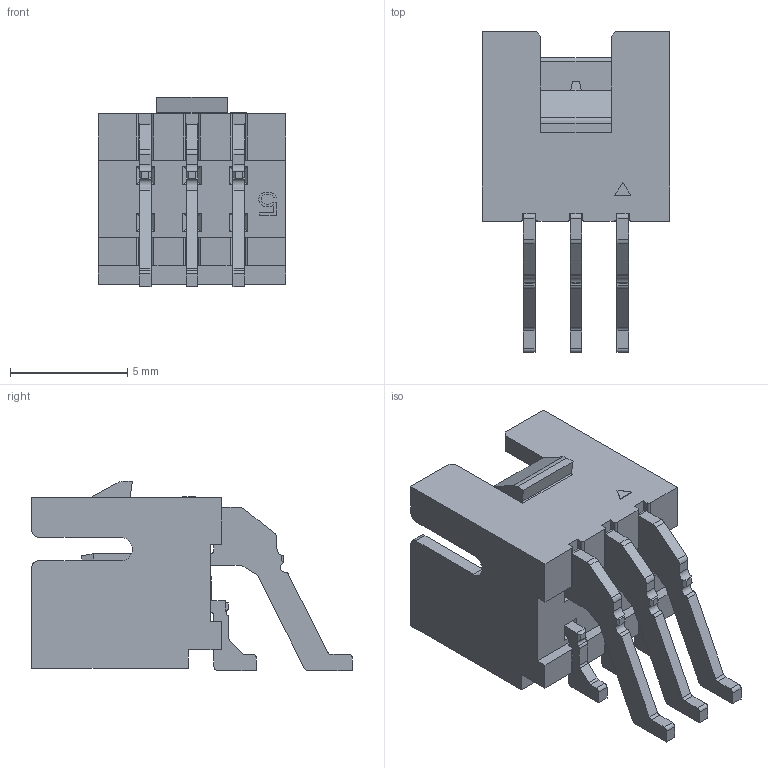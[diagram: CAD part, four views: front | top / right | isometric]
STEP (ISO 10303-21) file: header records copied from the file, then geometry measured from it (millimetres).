
FILE_DESCRIPTION(('FreeCAD Model'),'2;1');
FILE_NAME( 'phb-row-st-smt-2-3p_asm.stp', '2023-06-29T10:24:01',('Author'),(''), 'Open CASCADE STEP processor 7.3','FreeCAD','Unknown');
FILE_SCHEMA(('AUTOMOTIVE_DESIGN { 1 0 10303 214 1 1 1 1 }'));
Length unit declared in the file: millimetre
Products named in the file (1): PHB-ROW-ST-SMT-2-3P_ASM
Bounding box: 8 x 13.7 x 8.1 mm (x, y, z)
Volume: 233.7 mm3; surface area: 671.5 mm2
Topology: 1 solids, 1 shells, 390 faces, 1132 edges, 746 vertices
Faces by surface type: plane 304, cylinder 86
Entity records: 30680 total; most frequent: CARTESIAN_POINT 5477, DIRECTION 4148, LINE 2961, VECTOR 2961, ORIENTED_EDGE 2264, PCURVE 2264, DEFINITIONAL_REPRESENTATION 2264, EDGE_CURVE 1132
